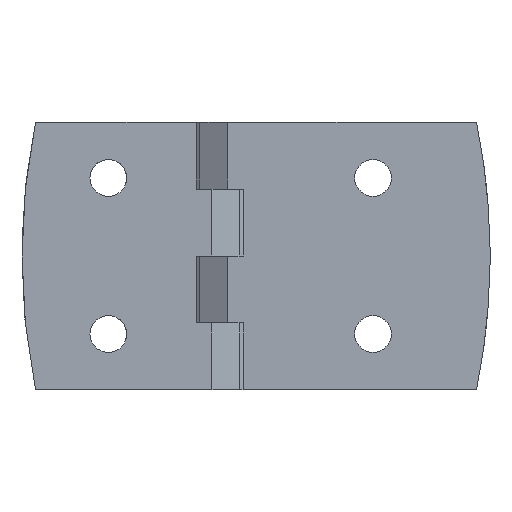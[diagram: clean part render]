
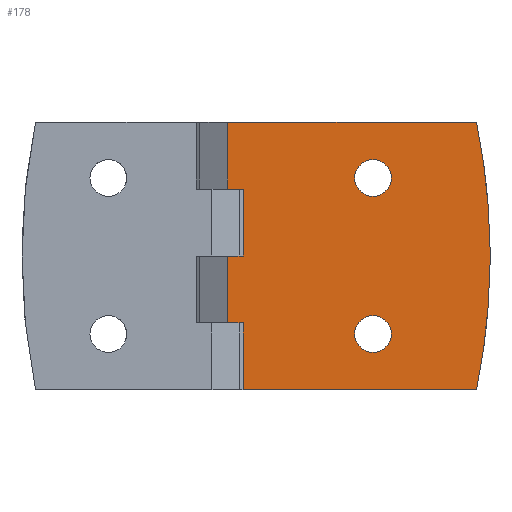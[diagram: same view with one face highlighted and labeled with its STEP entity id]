
A CAD part, front view. The second image highlights one B-rep face of the part: STEP entity #178.
In plain terms, the highlighted planar face has unit normal (0, -1, 0).
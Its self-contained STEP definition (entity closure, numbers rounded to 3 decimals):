
#178 = ADVANCED_FACE( '', ( #351, #352, #353 ), #354, .F. );
#351 = FACE_BOUND( '', #541, .T. );
#352 = FACE_BOUND( '', #542, .T. );
#353 = FACE_OUTER_BOUND( '', #543, .T. );
#354 = PLANE( '', #544 );
#541 = EDGE_LOOP( '', ( #817 ) );
#542 = EDGE_LOOP( '', ( #818 ) );
#543 = EDGE_LOOP( '', ( #819, #820, #821, #822, #823, #824, #825, #826, #827, #828, #829, #830 ) );
#544 = AXIS2_PLACEMENT_3D( '', #831, #832, #833 );
#817 = ORIENTED_EDGE( '', *, *, #1065, .T. );
#818 = ORIENTED_EDGE( '', *, *, #1151, .T. );
#819 = ORIENTED_EDGE( '', *, *, #1137, .T. );
#820 = ORIENTED_EDGE( '', *, *, #1152, .T. );
#821 = ORIENTED_EDGE( '', *, *, #1153, .T. );
#822 = ORIENTED_EDGE( '', *, *, #1154, .T. );
#823 = ORIENTED_EDGE( '', *, *, #1093, .F. );
#824 = ORIENTED_EDGE( '', *, *, #1155, .T. );
#825 = ORIENTED_EDGE( '', *, *, #1156, .F. );
#826 = ORIENTED_EDGE( '', *, *, #1157, .T. );
#827 = ORIENTED_EDGE( '', *, *, #1120, .T. );
#828 = ORIENTED_EDGE( '', *, *, #1158, .F. );
#829 = ORIENTED_EDGE( '', *, *, #1159, .F. );
#830 = ORIENTED_EDGE( '', *, *, #1160, .T. );
#831 = CARTESIAN_POINT( '', ( 1.4, -9., 24. ) );
#832 = DIRECTION( '', ( 0., 1., 0. ) );
#833 = DIRECTION( '', ( 0., 0., 1. ) );
#1065 = EDGE_CURVE( '', #1228, #1228, #1229, .T. );
#1093 = EDGE_CURVE( '', #1276, #1277, #1278, .T. );
#1120 = EDGE_CURVE( '', #1314, #1320, #1322, .T. );
#1137 = EDGE_CURVE( '', #1341, #1347, #1349, .T. );
#1151 = EDGE_CURVE( '', #1369, #1369, #1370, .T. );
#1152 = EDGE_CURVE( '', #1347, #1371, #1372, .T. );
#1153 = EDGE_CURVE( '', #1371, #1373, #1374, .T. );
#1154 = EDGE_CURVE( '', #1373, #1277, #1375, .F. );
#1155 = EDGE_CURVE( '', #1276, #1376, #1377, .F. );
#1156 = EDGE_CURVE( '', #1378, #1376, #1379, .T. );
#1157 = EDGE_CURVE( '', #1378, #1314, #1380, .T. );
#1158 = EDGE_CURVE( '', #1381, #1320, #1382, .T. );
#1159 = EDGE_CURVE( '', #1383, #1381, #1384, .T. );
#1160 = EDGE_CURVE( '', #1383, #1341, #1385, .T. );
#1228 = VERTEX_POINT( '', #1471 );
#1229 = CIRCLE( '', #1472, 3.3 );
#1276 = VERTEX_POINT( '', #1612 );
#1277 = VERTEX_POINT( '', #1613 );
#1278 = LINE( '', #1614, #1615 );
#1314 = VERTEX_POINT( '', #1755 );
#1320 = VERTEX_POINT( '', #1762 );
#1322 = LINE( '', #1765, #1766 );
#1341 = VERTEX_POINT( '', #1787 );
#1347 = VERTEX_POINT( '', #1794 );
#1349 = LINE( '', #1797, #1798 );
#1369 = VERTEX_POINT( '', #1832 );
#1370 = CIRCLE( '', #1833, 3.3 );
#1371 = VERTEX_POINT( '', #1834 );
#1372 = LINE( '', #1835, #1836 );
#1373 = VERTEX_POINT( '', #1837 );
#1374 = LINE( '', #1838, #1839 );
#1375 = CIRCLE( '', #1840, 119.985 );
#1376 = VERTEX_POINT( '', #1841 );
#1377 = CIRCLE( '', #1842, 119.985 );
#1378 = VERTEX_POINT( '', #1843 );
#1379 = LINE( '', #1844, #1845 );
#1380 = LINE( '', #1846, #1847 );
#1381 = VERTEX_POINT( '', #1848 );
#1382 = LINE( '', #1849, #1850 );
#1383 = VERTEX_POINT( '', #1851 );
#1384 = LINE( '', #1852, #1853 );
#1385 = LINE( '', #1854, #1855 );
#1471 = CARTESIAN_POINT( '', ( 27.5, -9., -10.7 ) );
#1472 = AXIS2_PLACEMENT_3D( '', #2123, #2124, #2125 );
#1612 = CARTESIAN_POINT( '', ( 48.49, -9., 1.549 ) );
#1613 = CARTESIAN_POINT( '', ( 48.49, -9., -1.549 ) );
#1614 = CARTESIAN_POINT( '', ( 48.49, -9., 24. ) );
#1615 = VECTOR( '', #2165, 1000. );
#1755 = CARTESIAN_POINT( '', ( 1.4, -9., 12. ) );
#1762 = CARTESIAN_POINT( '', ( 4.2, -9., 12. ) );
#1765 = CARTESIAN_POINT( '', ( 1.4, -9., 12. ) );
#1766 = VECTOR( '', #2198, 1000. );
#1787 = CARTESIAN_POINT( '', ( 1.4, -9., -12. ) );
#1794 = CARTESIAN_POINT( '', ( 4.2, -9., -12. ) );
#1797 = CARTESIAN_POINT( '', ( 1.4, -9., -12. ) );
#1798 = VECTOR( '', #2224, 1000. );
#1832 = CARTESIAN_POINT( '', ( 27.5, -9., 17.3 ) );
#1833 = AXIS2_PLACEMENT_3D( '', #2241, #2242, #2243 );
#1834 = CARTESIAN_POINT( '', ( 4.2, -9., -24. ) );
#1835 = CARTESIAN_POINT( '', ( 4.2, -9., 24. ) );
#1836 = VECTOR( '', #2244, 1000. );
#1837 = CARTESIAN_POINT( '', ( 46.075, -9., -24. ) );
#1838 = CARTESIAN_POINT( '', ( 1.4, -9., -24. ) );
#1839 = VECTOR( '', #2245, 1000. );
#1840 = AXIS2_PLACEMENT_3D( '', #2246, #2247, #2248 );
#1841 = CARTESIAN_POINT( '', ( 46.075, -9., 24. ) );
#1842 = AXIS2_PLACEMENT_3D( '', #2249, #2250, #2251 );
#1843 = CARTESIAN_POINT( '', ( 1.4, -9., 24. ) );
#1844 = CARTESIAN_POINT( '', ( 1.4, -9., 24. ) );
#1845 = VECTOR( '', #2252, 1000. );
#1846 = CARTESIAN_POINT( '', ( 1.4, -9., 24. ) );
#1847 = VECTOR( '', #2253, 1000. );
#1848 = CARTESIAN_POINT( '', ( 4.2, -9., 0. ) );
#1849 = CARTESIAN_POINT( '', ( 4.2, -9., 24. ) );
#1850 = VECTOR( '', #2254, 1000. );
#1851 = CARTESIAN_POINT( '', ( 1.4, -9., 0. ) );
#1852 = CARTESIAN_POINT( '', ( 1.4, -9., 0. ) );
#1853 = VECTOR( '', #2255, 1000. );
#1854 = CARTESIAN_POINT( '', ( 1.4, -9., 24. ) );
#1855 = VECTOR( '', #2256, 1000. );
#2123 = CARTESIAN_POINT( '', ( 27.5, -9., -14. ) );
#2124 = DIRECTION( '', ( 0., 1., 0. ) );
#2125 = DIRECTION( '', ( 0., 0., 1. ) );
#2165 = DIRECTION( '', ( 0., 0., -1. ) );
#2198 = DIRECTION( '', ( 1., 0., 0. ) );
#2224 = DIRECTION( '', ( 1., 0., 0. ) );
#2241 = CARTESIAN_POINT( '', ( 27.5, -9., 14. ) );
#2242 = DIRECTION( '', ( 0., 1., 0. ) );
#2243 = DIRECTION( '', ( 0., 0., 1. ) );
#2244 = DIRECTION( '', ( 0., 0., -1. ) );
#2245 = DIRECTION( '', ( 1., 0., 0. ) );
#2246 = CARTESIAN_POINT( '', ( -71.485, -9., 0. ) );
#2247 = DIRECTION( '', ( 0., 1., 0. ) );
#2248 = DIRECTION( '', ( 0., 0., 1. ) );
#2249 = CARTESIAN_POINT( '', ( -71.485, -9., 0. ) );
#2250 = DIRECTION( '', ( 0., 1., 0. ) );
#2251 = DIRECTION( '', ( 0., 0., 1. ) );
#2252 = DIRECTION( '', ( 1., 0., 0. ) );
#2253 = DIRECTION( '', ( 0., 0., -1. ) );
#2254 = DIRECTION( '', ( 0., 0., 1. ) );
#2255 = DIRECTION( '', ( 1., 0., 0. ) );
#2256 = DIRECTION( '', ( 0., 0., -1. ) );
